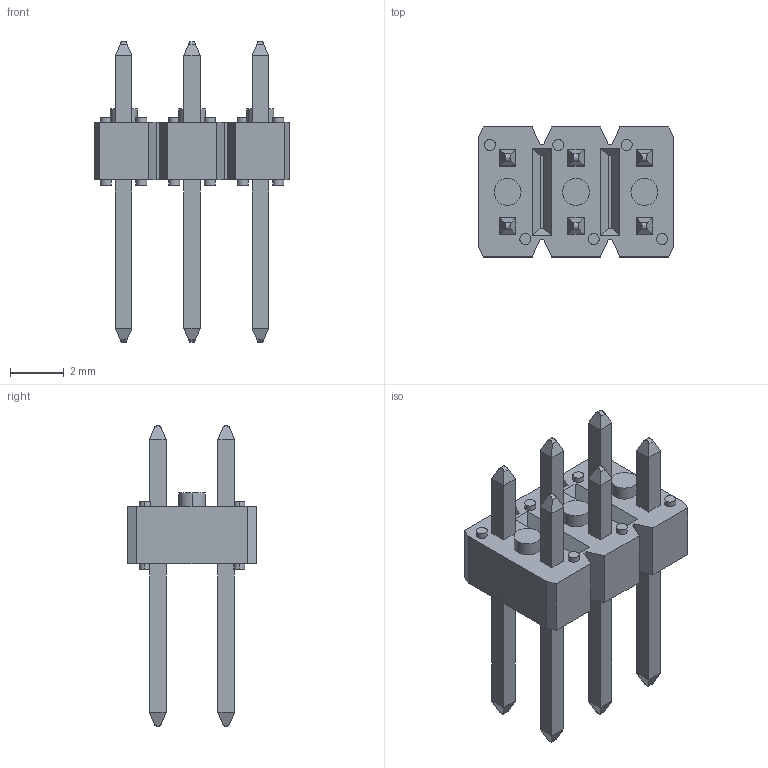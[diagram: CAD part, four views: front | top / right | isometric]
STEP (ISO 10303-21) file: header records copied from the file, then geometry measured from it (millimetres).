
FILE_DESCRIPTION((''),'2;1');
FILE_NAME('77313-Y01-10_ASM','2017-08-09T',('lmulin'),(''),'CREO PARAMETRIC BY PTC INC, 2016130','CREO PARAMETRIC BY PTC INC, 2016130','');
FILE_SCHEMA(('CONFIG_CONTROL_DESIGN'));
Length unit declared in the file: millimetre
Products named in the file (3): 98470-010; 77310_Y01; 77313-Y01-10_ASM
Assembly tree (7 placements, depth 2):
  77313-Y01-10_ASM
    98470-010
    77310_Y01  x6
Bounding box: 7.22 x 4.83 x 11.17 mm (x, y, z)
Volume: 90.1 mm3; surface area: 327.6 mm2
Topology: 7 solids, 7 shells, 199 faces, 450 edges, 284 vertices
Faces by surface type: plane 157, cylinder 42
Entity records: 3910 total; most frequent: CARTESIAN_POINT 699, DIRECTION 644, ORIENTED_EDGE 620, EDGE_CURVE 310, VECTOR 246, LINE 246, VERTEX_POINT 204, AXIS2_PLACEMENT_3D 199
